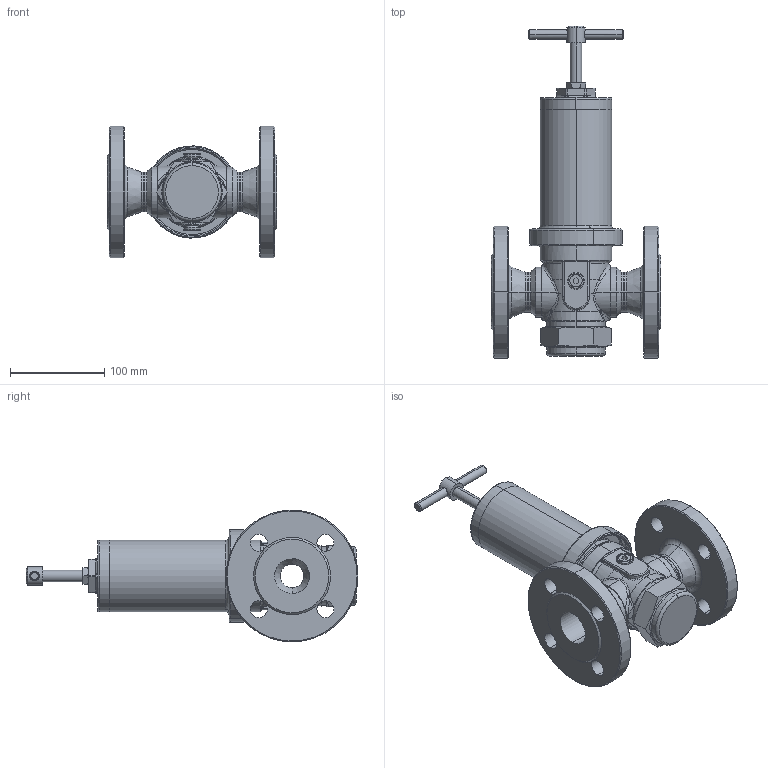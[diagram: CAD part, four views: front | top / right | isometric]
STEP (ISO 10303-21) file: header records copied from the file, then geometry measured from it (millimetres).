
FILE_DESCRIPTION (( 'STEP AP203' ), '1' );
FILE_NAME ('Typ_71-BG_II-D032-(84).STEP', '2021-04-13T09:31:38', ( '' ), ( '' ), 'SwSTEP 2.0', 'SolidWorks 2016', '' );
FILE_SCHEMA (( 'CONFIG_CONTROL_DESIGN' ));
Length unit declared in the file: millimetre
Products named in the file (1): Typ_71-BG_II-D032-(84)
Bounding box: 180 x 352.6 x 140 mm (x, y, z)
Volume: 842774.3 mm3; surface area: 264601.5 mm2
Topology: 11 solids, 11 shells, 528 faces, 1212 edges, 713 vertices
Faces by surface type: cylinder 157, cone 130, plane 98, torus 81, bspline 62
Entity records: 18502 total; most frequent: CARTESIAN_POINT 6838, DIRECTION 2475, ORIENTED_EDGE 2412, EDGE_CURVE 1206, AXIS2_PLACEMENT_3D 1068, VERTEX_POINT 713, CIRCLE 601, EDGE_LOOP 575
